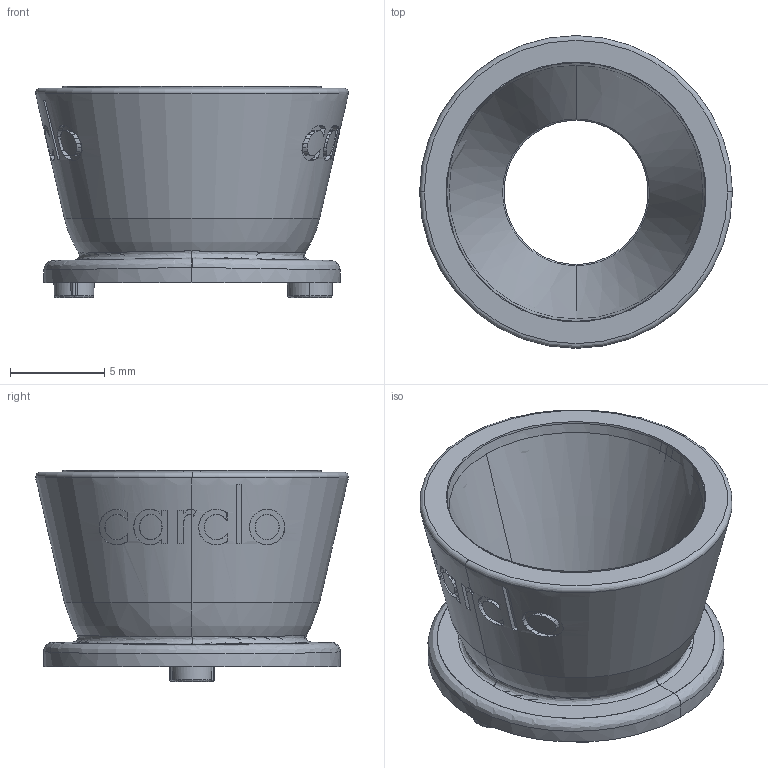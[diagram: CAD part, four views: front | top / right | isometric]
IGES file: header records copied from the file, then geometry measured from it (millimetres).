
Start section:  PTC IGES file: 73-12527-70026-refl-80-glueCUST.igs
Global section: file name: 73-12527-70026-refl-80-glueCUST.igs; native system: Pro/ENGINEER by Parametric Technology Corporation; preprocessor: 2010280; author: casea; organization: Unknown; date: 20120810.100653; units: millimetre
Bounding box: 16.57 x 16.57 x 11.19 mm (x, y, z)
Surface area: 1869.3 mm2 (no closed solid volume)
Topology: 0 solids, 0 shells, 360 faces, 1994 edges, 2012 vertices
Faces by surface type: bspline 260, extrusion 52, revolution 48
